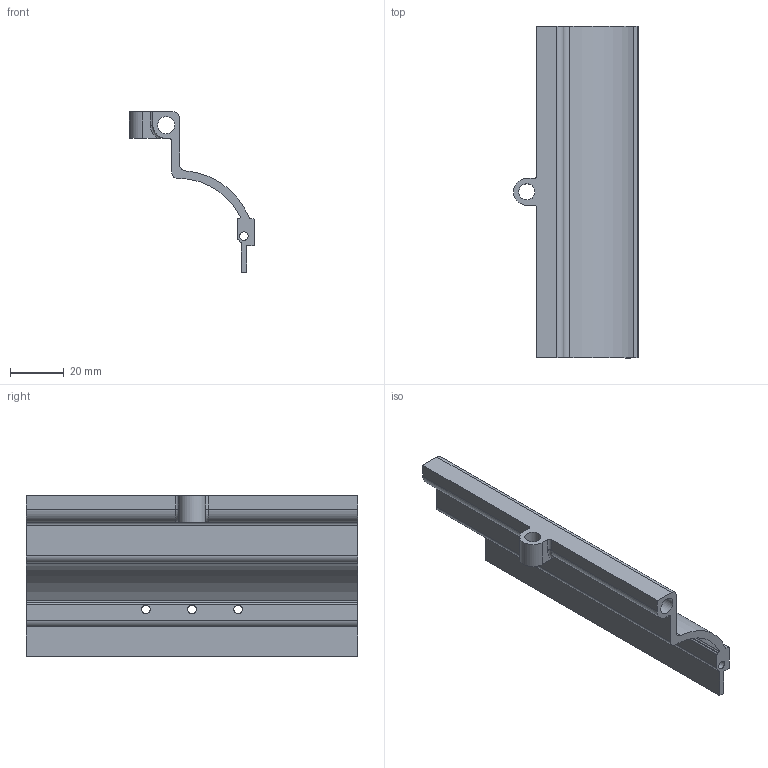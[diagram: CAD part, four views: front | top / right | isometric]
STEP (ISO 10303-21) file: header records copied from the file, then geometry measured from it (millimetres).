
FILE_DESCRIPTION(/* description */ (''),/* implementation_level */ '2;1');
FILE_NAME(/* name */ 'Front Middle.step',/* time_stamp */ '2018-06-29T13:49:18+02:00',/* author */ ('boelle'),/* organization */ (''),/* preprocessor_version */ 'ST-DEVELOPER v17',/* originating_system */ 'Autodesk Translation Framework v7.1.0.215',/* authorisation */ '');
FILE_SCHEMA (('AUTOMOTIVE_DESIGN { 1 0 10303 214 3 1 1 }'));
Length unit declared in the file: millimetre
Products named in the file (2): Front Middle; Component1
Assembly tree (1 placements, depth 2):
  Front Middle
    Component1
Bounding box: 46.75 x 124 x 60 mm (x, y, z)
Volume: 34420 mm3; surface area: 26163.4 mm2
Topology: 1 solids, 1 shells, 45 faces, 127 edges, 84 vertices
Faces by surface type: cylinder 24, plane 19, torus 2
Full cylindrical faces by diameter (mm): 3.2 x4, 6 x1, 6.4 x1
Entity records: 1570 total; most frequent: DIRECTION 273, CARTESIAN_POINT 266, ORIENTED_EDGE 254, EDGE_CURVE 127, AXIS2_PLACEMENT_3D 99, VERTEX_POINT 84, LINE 75, VECTOR 75
